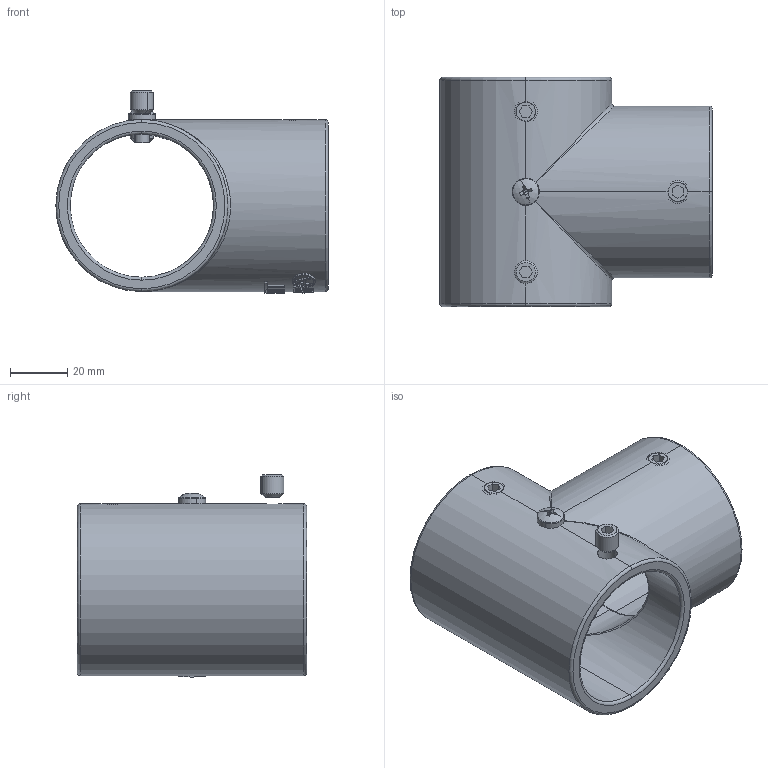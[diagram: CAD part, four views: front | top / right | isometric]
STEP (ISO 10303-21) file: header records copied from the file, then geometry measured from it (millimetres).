
FILE_DESCRIPTION (( 'STEP AP214' ), '1' );
FILE_NAME ('Z-3-3T.STEP', '2015-12-06T13:34:08', ( 'user' ), ( 'Hewlett-Packard Company' ), 'SwSTEP 2.0', 'SolidWorks 2014', '' );
FILE_SCHEMA (( 'AUTOMOTIVE_DESIGN' ));
Length unit declared in the file: millimetre
Products named in the file (4): hexagon socket set screw cup point_jis_JIS B 1177 Cup point M8 x 8 --N; cross recessed pan head screw_jis_JIS B 1111 Cross recessed pan head screw - M5 x 8 - Z --8N; part_Z-3-3T; Z-3-3T
Assembly tree (5 placements, depth 2):
  Z-3-3T
    part_Z-3-3T
    cross recessed pan head screw_jis_JIS B 1111 Cross recessed pan head screw - M5 x 8 - Z --8N
    hexagon socket set screw cup point_jis_JIS B 1177 Cup point M8 x 8 --N  x3
Bounding box: 95 x 80 x 70.5 mm (x, y, z)
Volume: 99899.3 mm3; surface area: 41959.8 mm2
Topology: 5 solids, 5 shells, 300 faces, 798 edges, 509 vertices
Faces by surface type: plane 131, bspline 80, cylinder 45, cone 24, torus 18, sphere 2
Entity records: 13182 total; most frequent: CARTESIAN_POINT 6715, ORIENTED_EDGE 1440, DIRECTION 1078, EDGE_CURVE 720, VERTEX_POINT 467, AXIS2_PLACEMENT_3D 384, LINE 310, VECTOR 310
